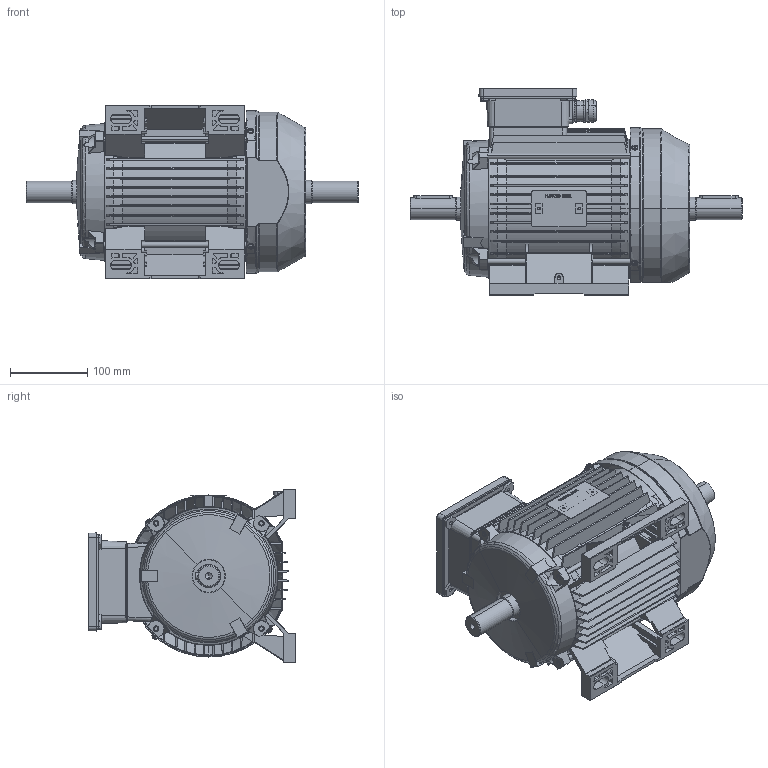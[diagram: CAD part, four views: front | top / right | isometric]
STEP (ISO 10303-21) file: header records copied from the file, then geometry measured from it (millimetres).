
FILE_DESCRIPTION (( 'STEP AP214' ), '1' );
FILE_NAME ('CA112MT-B3-IC411-2-4-6-8 POLES-TB TOP-DOUBLE SHAFT.STEP', '2024-09-20T12:49:24', ( '' ), ( '' ), 'SwSTEP 2.0', 'SolidWorks 2024', '' );
FILE_SCHEMA (( 'AUTOMOTIVE_DESIGN' ));
Length unit declared in the file: millimetre
Products named in the file (17): Carcassa 112MT-B3; CA112MT-B3-IC411-2-4-6-8 POLES-TB TOP-DOUBLE SHAFT; pan head cross recess screw_iso_ISO 7045 - M4 x 10 - Z --- 10N; Guarnizione scatola-motore tipo 100; Targhetta motore_LAMIERA ALLUMINIO; PRESSACAVO M25; Coperchio scatola morsetti tipo 100; Guarnizione scatola-coperchio tipo 100; Albero C100L - Autoventilato; Tappo M25; Coprimorsettiera tipo 100_Passante doppio; parallel_din_Parallel key A8 x 7 x 50 DIN 6885; Scudo C100-112T posteriore; GRUPPO COPRIMORSETTIERA 100L; Scudo C100-112T anteriore; Copriventola tipo 100; Tirante M7x208
Assembly tree (25 placements, depth 3):
  CA112MT-B3-IC411-2-4-6-8 POLES-TB TOP-DOUBLE SHAFT
    Albero C100L - Autoventilato  x2
    Scudo C100-112T anteriore
    Scudo C100-112T posteriore
    Targhetta motore_LAMIERA ALLUMINIO
    Copriventola tipo 100
    pan head cross recess screw_iso_ISO 7045 - M4 x 10 - Z --- 10N  x4
    parallel_din_Parallel key A8 x 7 x 50 DIN 6885  x2
    Tirante M7x208  x4
    Carcassa 112MT-B3
    GRUPPO COPRIMORSETTIERA 100L
      Coprimorsettiera tipo 100_Passante doppio
      Coperchio scatola morsetti tipo 100
      Guarnizione scatola-coperchio tipo 100
      PRESSACAVO M25
      Tappo M25  x2
      Guarnizione scatola-motore tipo 100
Bounding box: 430 x 267.5 x 225 mm (x, y, z)
Volume: 2242580 mm3; surface area: 1062540 mm2
Topology: 24 solids, 26 shells, 4343 faces, 11624 edges, 7440 vertices
Faces by surface type: plane 1897, cylinder 813, cone 706, bspline 476, torus 423, sphere 28
Entity records: 150242 total; most frequent: CARTESIAN_POINT 51887, ORIENTED_EDGE 21982, DIRECTION 18376, EDGE_CURVE 10991, VERTEX_POINT 7053, AXIS2_PLACEMENT_3D 6710, LINE 4956, VECTOR 4956
